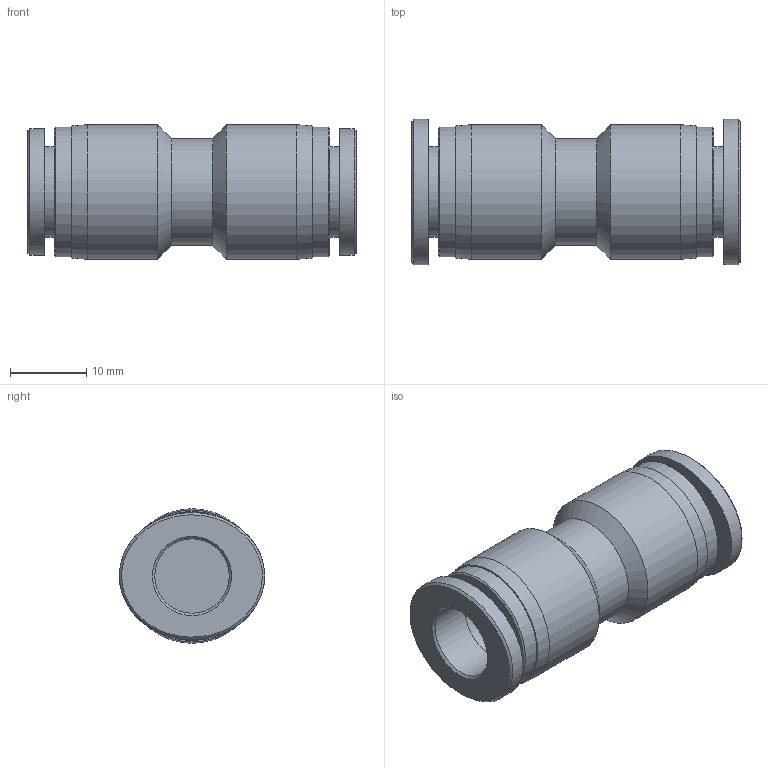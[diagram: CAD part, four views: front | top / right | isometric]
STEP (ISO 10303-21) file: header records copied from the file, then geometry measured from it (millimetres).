
FILE_DESCRIPTION((''),'2;1');
FILE_NAME('PUC 3_8.stp','2016-10-17T15:44:51',('Administrator'),(''),'Autodesk Inventor 2013','Autodesk Inventor 2013','');
FILE_SCHEMA(('CONFIG_CONTROL_DESIGN'));
Length unit declared in the file: millimetre
Products named in the file (3): PUC 3_8; NUC 3_8; SLEEVE N3_8L
Assembly tree (3 placements, depth 2):
  PUC 3_8
    NUC 3_8
    SLEEVE N3_8L  x2
Bounding box: 43 x 19 x 17.6 mm (x, y, z)
Volume: 6235.5 mm3; surface area: 5170.6 mm2
Topology: 3 solids, 3 shells, 35 faces, 57 edges, 34 vertices
Faces by surface type: plane 12, cylinder 11, cone 8, bspline 4
Full cylindrical faces by diameter (mm): 9.75 x4, 11.9 x2, 14 x1, 16.9 x2, 17.6 x2
Entity records: 676 total; most frequent: CARTESIAN_POINT 193, DIRECTION 99, AXIS2_PLACEMENT_3D 49, ORIENTED_EDGE 48, EDGE_LOOP 45, EDGE_CURVE 24, FACE_OUTER_BOUND 24, ADVANCED_FACE 24
